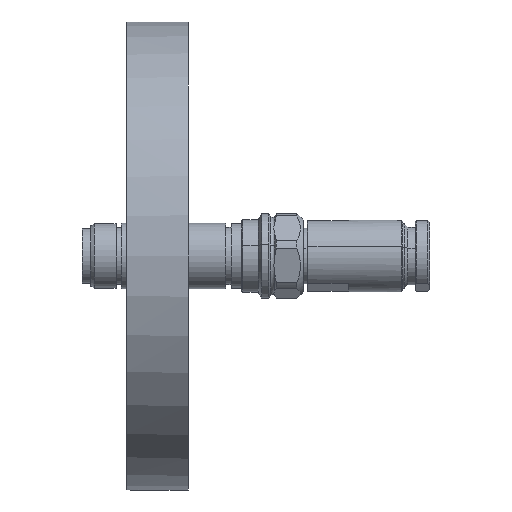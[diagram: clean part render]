
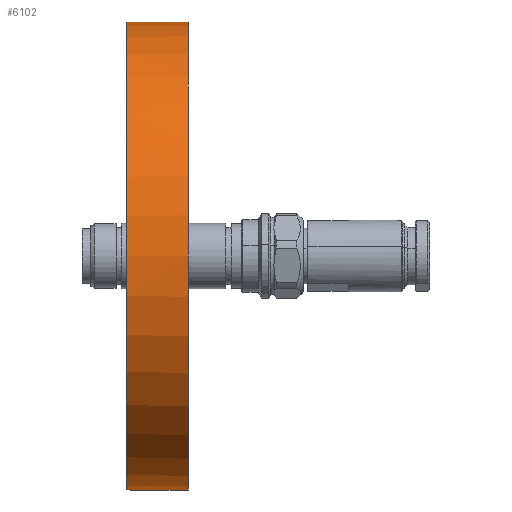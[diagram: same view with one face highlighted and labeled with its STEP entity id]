
A CAD part, left-side view. The second image highlights one B-rep face of the part: STEP entity #6102.
In plain terms, the highlighted cylindrical face has radius 57.15 mm (diameter 114.3 mm), a partial arc.
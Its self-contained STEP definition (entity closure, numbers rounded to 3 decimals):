
#74 = ORIENTED_EDGE ( 'NONE', *, *, #773, .T. ) ;
#114 = CARTESIAN_POINT ( 'NONE',  ( -1., -0.132, 57.141 ) ) ;
#340 = CARTESIAN_POINT ( 'NONE',  ( -0.13, -1., -57.15 ) ) ;
#385 = CARTESIAN_POINT ( 'NONE',  ( 0., 0., 0. ) ) ;
#419 = VERTEX_POINT ( 'NONE', #3041 ) ;
#438 = CARTESIAN_POINT ( 'NONE',  ( -0.503, -0.874, -57.148 ) ) ;
#452 = ORIENTED_EDGE ( 'NONE', *, *, #5100, .F. ) ;
#655 = CARTESIAN_POINT ( 'NONE',  ( 0., -15., 57.15 ) ) ;
#662 = DIRECTION ( 'NONE',  ( 0., 0., 1. ) ) ;
#729 = AXIS2_PLACEMENT_3D ( 'NONE', #385, #4876, #1861 ) ;
#759 = VERTEX_POINT ( 'NONE', #6128 ) ;
#773 = EDGE_CURVE ( 'NONE', #2178, #3989, #1241, .T. ) ;
#916 = CARTESIAN_POINT ( 'NONE',  ( -0.974, -0.262, -57.142 ) ) ;
#943 = CARTESIAN_POINT ( 'NONE',  ( -0.262, -0.974, 57.15 ) ) ;
#992 = ORIENTED_EDGE ( 'NONE', *, *, #2661, .F. ) ;
#1063 = DIRECTION ( 'NONE',  ( 0., 1., 0. ) ) ;
#1150 = CARTESIAN_POINT ( 'NONE',  ( 0., -15., 0. ) ) ;
#1241 = LINE ( 'NONE', #655, #5152 ) ;
#1270 = EDGE_CURVE ( 'NONE', #419, #759, #5555, .T. ) ;
#1279 = CARTESIAN_POINT ( 'NONE',  ( -0.799, -0.615, -57.144 ) ) ;
#1312 = CARTESIAN_POINT ( 'NONE',  ( -0.615, -0.8, -57.147 ) ) ;
#1342 = CARTESIAN_POINT ( 'NONE',  ( -0.262, -0.974, -57.15 ) ) ;
#1428 = CARTESIAN_POINT ( 'NONE',  ( -0.974, -0.262, 57.142 ) ) ;
#1487 = CARTESIAN_POINT ( 'NONE',  ( -0.503, -0.874, 57.148 ) ) ;
#1540 = CARTESIAN_POINT ( 'NONE',  ( 0., -15., 0. ) ) ;
#1861 = DIRECTION ( 'NONE',  ( 0., 0., 1. ) ) ;
#1942 = ORIENTED_EDGE ( 'NONE', *, *, #2556, .F. ) ;
#2167 = DIRECTION ( 'NONE',  ( 0., 1., 0. ) ) ;
#2178 = VERTEX_POINT ( 'NONE', #5969 ) ;
#2182 = CARTESIAN_POINT ( 'NONE',  ( 0., -15., -57.15 ) ) ;
#2332 = ORIENTED_EDGE ( 'NONE', *, *, #1270, .T. ) ;
#2447 = CARTESIAN_POINT ( 'NONE',  ( 0., -1., 57.15 ) ) ;
#2451 = CIRCLE ( 'NONE', #5547, 57.15 ) ;
#2484 = CARTESIAN_POINT ( 'NONE',  ( -0.615, -0.8, 57.147 ) ) ;
#2532 = LINE ( 'NONE', #2978, #5252 ) ;
#2556 = EDGE_CURVE ( 'NONE', #419, #3738, #3081, .T. ) ;
#2661 = EDGE_CURVE ( 'NONE', #5607, #759, #2532, .T. ) ;
#2978 = CARTESIAN_POINT ( 'NONE',  ( 0., -15., -57.15 ) ) ;
#3012 = DIRECTION ( 'NONE',  ( 0., 0., 1. ) ) ;
#3021 = CARTESIAN_POINT ( 'NONE',  ( -1., 0., 57.141 ) ) ;
#3041 = CARTESIAN_POINT ( 'NONE',  ( -1., 0., -57.141 ) ) ;
#3081 = CIRCLE ( 'NONE', #729, 57.15 ) ;
#3105 = B_SPLINE_CURVE_WITH_KNOTS ( 'NONE', 3,
 ( #3021, #114, #1428, #3374, #5353, #2484, #1487, #943, #5385, #2447 ),
 .UNSPECIFIED., .F., .F.,
 ( 4, 2, 2, 2, 4 ),
 ( 0., 0., 0.001, 0.001, 0.002 ),
 .UNSPECIFIED. ) ;
#3346 = CARTESIAN_POINT ( 'NONE',  ( 0., -1., -57.15 ) ) ;
#3374 = CARTESIAN_POINT ( 'NONE',  ( -0.874, -0.504, 57.143 ) ) ;
#3711 = CARTESIAN_POINT ( 'NONE',  ( -1., 0., -57.141 ) ) ;
#3738 = VERTEX_POINT ( 'NONE', #3863 ) ;
#3863 = CARTESIAN_POINT ( 'NONE',  ( -1., 0., 57.141 ) ) ;
#3971 = DIRECTION ( 'NONE',  ( 0., 1., 0. ) ) ;
#3989 = VERTEX_POINT ( 'NONE', #4046 ) ;
#4046 = CARTESIAN_POINT ( 'NONE',  ( 0., -1., 57.15 ) ) ;
#4062 = CYLINDRICAL_SURFACE ( 'NONE', #6274, 57.15 ) ;
#4223 = EDGE_LOOP ( 'NONE', ( #992, #5143, #74, #452, #1942, #2332 ) ) ;
#4313 = CARTESIAN_POINT ( 'NONE',  ( -0.874, -0.504, -57.143 ) ) ;
#4876 = DIRECTION ( 'NONE',  ( 0., 1., 0. ) ) ;
#5069 = DIRECTION ( 'NONE',  ( 0., 1., 0. ) ) ;
#5100 = EDGE_CURVE ( 'NONE', #3738, #3989, #3105, .T. ) ;
#5143 = ORIENTED_EDGE ( 'NONE', *, *, #5497, .T. ) ;
#5152 = VECTOR ( 'NONE', #2167, 1000. ) ;
#5252 = VECTOR ( 'NONE', #3971, 1000. ) ;
#5353 = CARTESIAN_POINT ( 'NONE',  ( -0.799, -0.615, 57.144 ) ) ;
#5385 = CARTESIAN_POINT ( 'NONE',  ( -0.13, -1., 57.15 ) ) ;
#5497 = EDGE_CURVE ( 'NONE', #5607, #2178, #2451, .T. ) ;
#5547 = AXIS2_PLACEMENT_3D ( 'NONE', #1540, #1063, #3012 ) ;
#5555 = B_SPLINE_CURVE_WITH_KNOTS ( 'NONE', 3,
 ( #3711, #5760, #916, #4313, #1279, #1312, #438, #1342, #340, #3346 ),
 .UNSPECIFIED., .F., .F.,
 ( 4, 2, 2, 2, 4 ),
 ( 0., 0., 0.001, 0.001, 0.002 ),
 .UNSPECIFIED. ) ;
#5607 = VERTEX_POINT ( 'NONE', #2182 ) ;
#5760 = CARTESIAN_POINT ( 'NONE',  ( -1., -0.132, -57.141 ) ) ;
#5969 = CARTESIAN_POINT ( 'NONE',  ( 0., -15., 57.15 ) ) ;
#5992 = FACE_OUTER_BOUND ( 'NONE', #4223, .T. ) ;
#6102 = ADVANCED_FACE ( 'NONE', ( #5992 ), #4062, .T. ) ;
#6128 = CARTESIAN_POINT ( 'NONE',  ( 0., -1., -57.15 ) ) ;
#6274 = AXIS2_PLACEMENT_3D ( 'NONE', #1150, #5069, #662 ) ;
